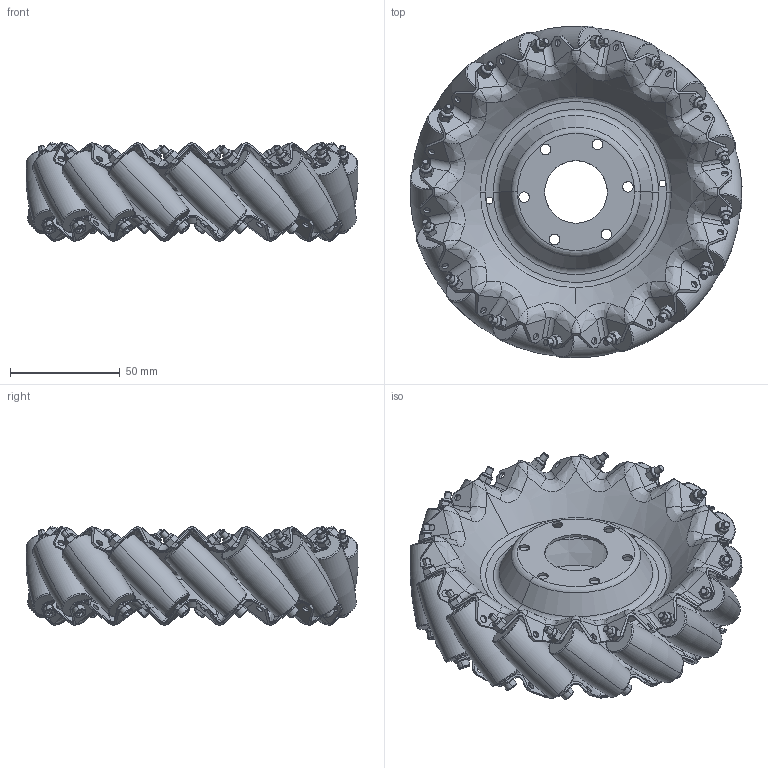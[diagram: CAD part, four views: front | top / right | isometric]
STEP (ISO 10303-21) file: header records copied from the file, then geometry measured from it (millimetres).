
FILE_DESCRIPTION (( 'STEP AP203' ), '1' );
FILE_NAME ('6-mecanum-3-Right.STEP', '2010-12-06T21:21:19', ( '' ), ( '' ), 'SwSTEP 2.0', 'SolidWorks 2010', '' );
FILE_SCHEMA (( 'CONFIG_CONTROL_DESIGN' ));
Length unit declared in the file: inch
Products named in the file (5): 6-mecanum-3-Right; 6 mecanum plate 3; M3-Nylock-Nut_2; M - 3 x 0.5 x 50 SHCS_M - 3 x 0.5 x 50 SHCS; 1_6
Assembly tree (50 placements, depth 2):
  6-mecanum-3-Right
    M3-Nylock-Nut_2  x16
    M - 3 x 0.5 x 50 SHCS_M - 3 x 0.5 x 50 SHCS  x16
    1_6  x16
    6 mecanum plate 3  x2
Bounding box: 151.46 x 151.46 x 44.87 mm (x, y, z)
Volume: 181868.7 mm3; surface area: 136006.2 mm2
Topology: 50 solids, 50 shells, 1934 faces, 4682 edges, 2796 vertices
Faces by surface type: cylinder 572, plane 556, bspline 488, cone 178, torus 140
Entity records: 46556 total; most frequent: CARTESIAN_POINT 32088, ORIENTED_EDGE 3046, DIRECTION 2125, EDGE_CURVE 1523, VERTEX_POINT 929, AXIS2_PLACEMENT_3D 918, EDGE_LOOP 690, B_SPLINE_CURVE_WITH_KNOTS 688
